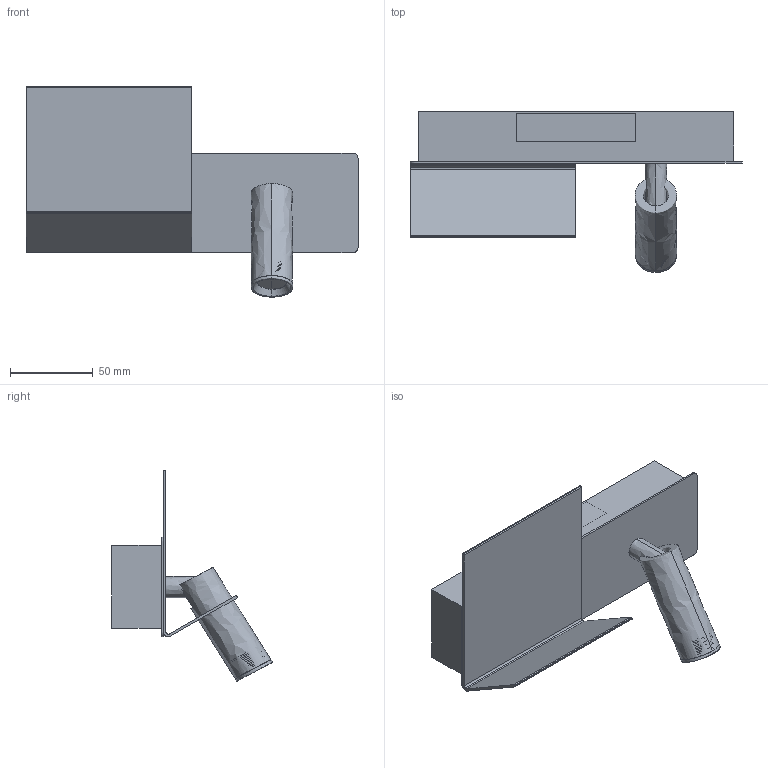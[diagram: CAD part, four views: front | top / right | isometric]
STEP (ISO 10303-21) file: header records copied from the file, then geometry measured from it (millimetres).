
FILE_DESCRIPTION(/* description */ (''),/* implementation_level */ '2;1');
FILE_NAME(/* name */ 'komodo',/* time_stamp */ '2022-08-17T14:20:42+08:00',/* author */ (''),/* organization */ (''),/* preprocessor_version */ 'ST-DEVELOPER v16.5',/* originating_system */ '',/* authorisation */ '');
FILE_SCHEMA (('AUTOMOTIVE_DESIGN'));
Length unit declared in the file: millimetre
Products named in the file (1): Document
Bounding box: 200.21 x 96.98 x 126.72 mm (x, y, z)
Volume: 72244.8 mm3; surface area: 94324.4 mm2
Topology: 11 solids, 15 shells, 296 faces, 687 edges, 385 vertices
Faces by surface type: bspline 296
Entity records: 17495 total; most frequent: CARTESIAN_POINT 9081, B_SPLINE_CURVE_WITH_KNOTS 1592, ORIENTED_EDGE 1314, PCURVE 1314, DEFINITIONAL_REPRESENTATION 1314, SURFACE_CURVE 663, EDGE_CURVE 663, VERTEX_POINT 385
